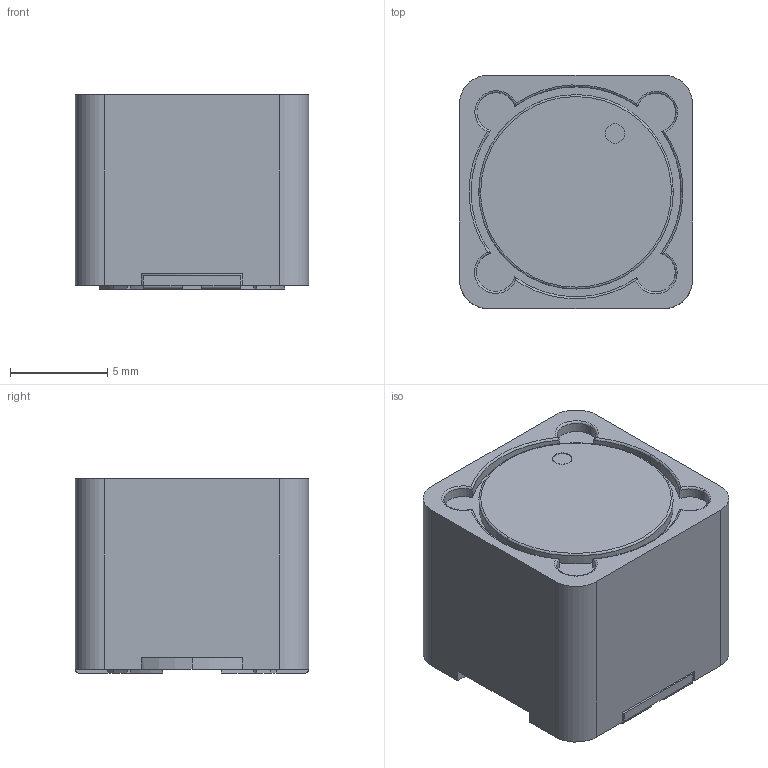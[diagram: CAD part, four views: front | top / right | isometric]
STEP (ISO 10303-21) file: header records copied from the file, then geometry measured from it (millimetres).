
FILE_DESCRIPTION (( 'STEP AP214' ), '1' );
FILE_NAME ('User Library-WE12x12x10.STEP', '2022-03-31T11:03:29', ( '' ), ( '' ), 'SwSTEP 2.0', 'SolidWorks 2021', '' );
FILE_SCHEMA (( 'AUTOMOTIVE_DESIGN' ));
Length unit declared in the file: millimetre
Products named in the file (1): User Library-WE12x12x10
Bounding box: 12 x 12 x 10 mm (x, y, z)
Volume: 1373.5 mm3; surface area: 835.1 mm2
Topology: 1 solids, 1 shells, 141 faces, 385 edges, 247 vertices
Faces by surface type: plane 77, cylinder 51, bspline 13
Entity records: 5652 total; most frequent: CARTESIAN_POINT 1321, ORIENTED_EDGE 770, DIRECTION 741, EDGE_CURVE 385, AXIS2_PLACEMENT_3D 250, VERTEX_POINT 247, VECTOR 241, LINE 241
